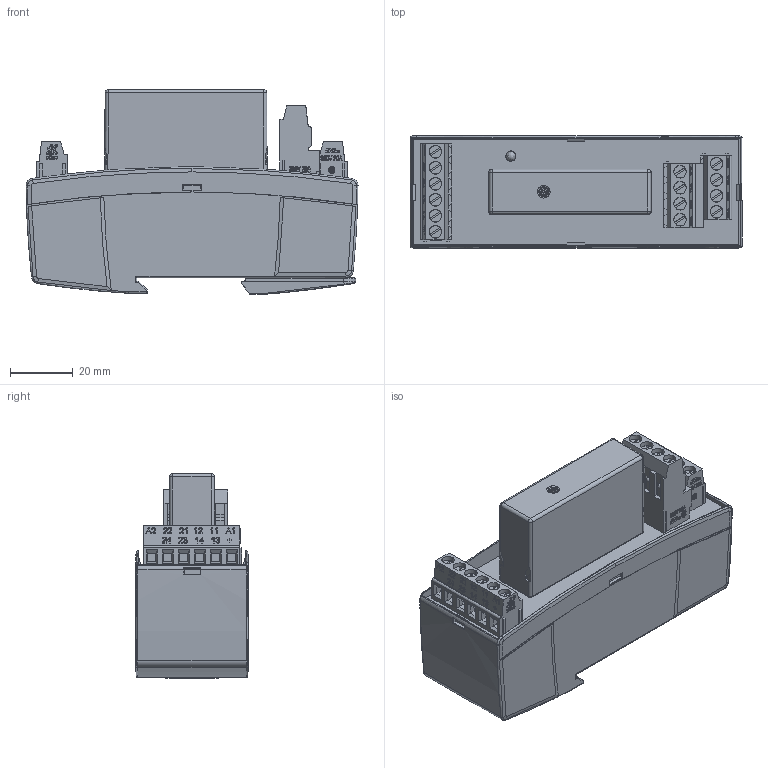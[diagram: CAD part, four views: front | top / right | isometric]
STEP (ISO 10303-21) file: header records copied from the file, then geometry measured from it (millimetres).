
FILE_DESCRIPTION (( 'STEP AP214' ), '1' );
FILE_NAME ('HL3096N-54-900-24.step', '2018-03-21T14:01:35', ( '' ), ( '' ), 'SwSTEP 2.0', 'SolidWorks 2017', '' );
FILE_SCHEMA (( 'AUTOMOTIVE_DESIGN' ));
Length unit declared in the file: inch
Products named in the file (1): HL3096N-54-900-24
Bounding box: 105.4 x 35.8 x 64.95 mm (x, y, z)
Volume: 147060 mm3; surface area: 32757.8 mm2
Topology: 1 solids, 24 shells, 3802 faces, 10090 edges, 6598 vertices
Faces by surface type: plane 2495, bspline 618, cylinder 609, cone 76, torus 4
Entity records: 123691 total; most frequent: CARTESIAN_POINT 33351, ORIENTED_EDGE 20164, DIRECTION 15915, EDGE_CURVE 10082, VECTOR 7369, LINE 7369, VERTEX_POINT 6598, AXIS2_PLACEMENT_3D 4273
